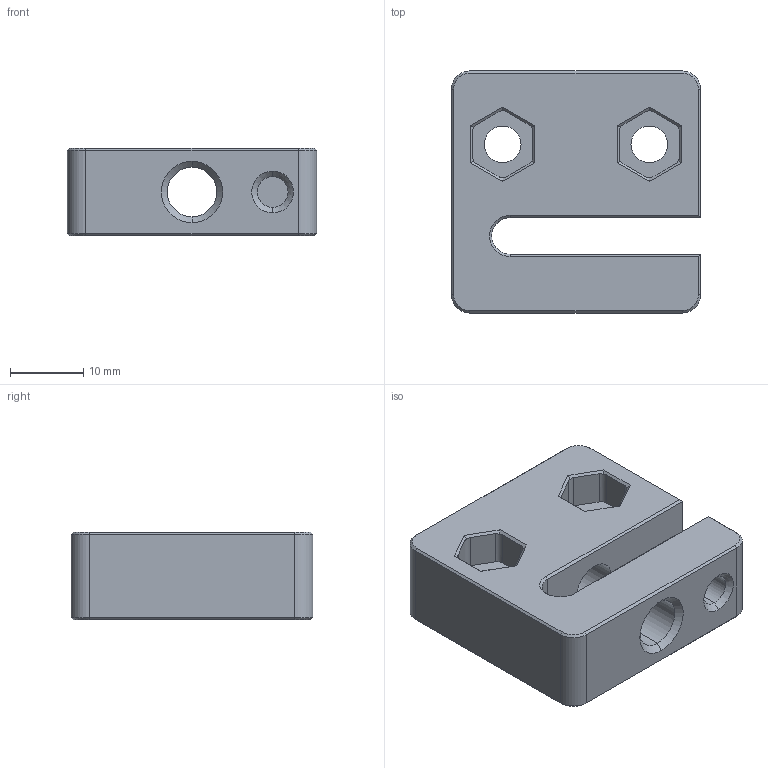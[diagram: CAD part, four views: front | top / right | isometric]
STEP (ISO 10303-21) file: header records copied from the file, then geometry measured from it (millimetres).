
FILE_DESCRIPTION (( 'STEP AP214' ), '1' );
FILE_NAME ('A233 Õîäîâàÿ ãàéêà 33x34 äëÿ òðàïåö. âèíòà 8 ìì.STEP', '2019-10-09T10:46:50', ( 'Windows User' ), ( '' ), 'SwSTEP 2.0', 'SolidWorks 2019', '' );
FILE_SCHEMA (( 'AUTOMOTIVE_DESIGN' ));
Length unit declared in the file: millimetre
Products named in the file (1): A233 Õîäîâàÿ ãàéêà 33x34 äëÿ òðàïåö. âèíòà 8 ìì
Bounding box: 34 x 33 x 12 mm (x, y, z)
Volume: 9511.9 mm3; surface area: 5074.3 mm2
Topology: 1 solids, 1 shells, 100 faces, 251 edges, 157 vertices
Faces by surface type: plane 51, cylinder 32, cone 17
Entity records: 3076 total; most frequent: CARTESIAN_POINT 581, ORIENTED_EDGE 502, DIRECTION 498, EDGE_CURVE 251, AXIS2_PLACEMENT_3D 170, LINE 158, VECTOR 158, VERTEX_POINT 157
